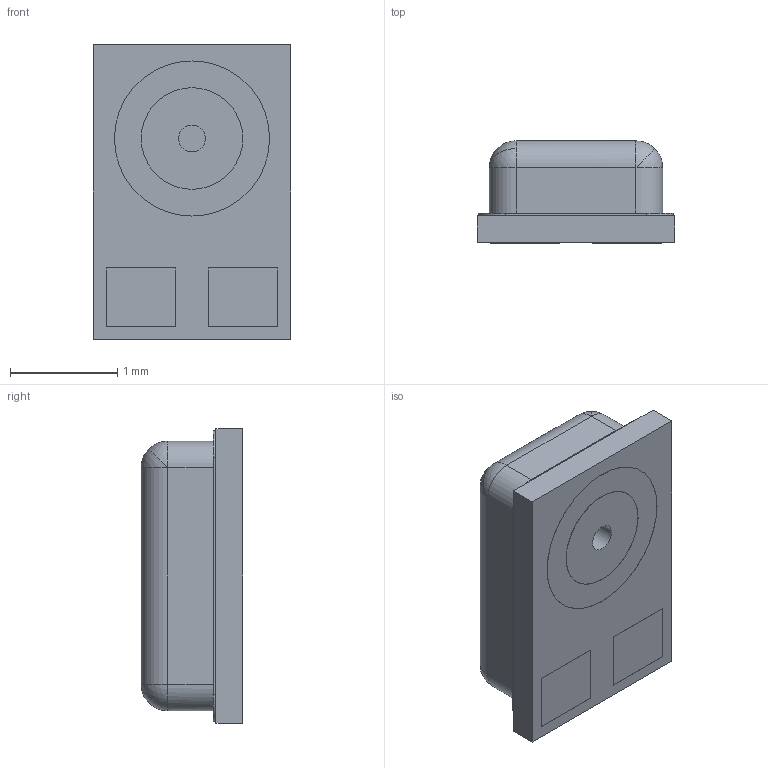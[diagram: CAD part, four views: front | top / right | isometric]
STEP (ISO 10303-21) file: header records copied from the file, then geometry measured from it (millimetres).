
FILE_DESCRIPTION (( 'STEP AP214' ), '1' );
FILE_NAME ('CUI_DEVICES_CMM-2718AB-383161-TR.step', '2019-10-20T21:54:37', ( '' ), ( '' ), 'SwSTEP 2.0', 'SolidWorks 2019', '' );
FILE_SCHEMA (( 'AUTOMOTIVE_DESIGN' ));
Length unit declared in the file: inch
Products named in the file (1): CUI_DEVICES_CMM-2718AB-383161-TR
Bounding box: 1.85 x 0.95 x 2.75 mm (x, y, z)
Volume: 4 mm3; surface area: 17.5 mm2
Topology: 1 solids, 2 shells, 59 faces, 128 edges, 80 vertices
Faces by surface type: plane 31, cylinder 20, sphere 8
Entity records: 1796 total; most frequent: DIRECTION 296, CARTESIAN_POINT 268, ORIENTED_EDGE 256, EDGE_CURVE 128, AXIS2_PLACEMENT_3D 108, LINE 80, VECTOR 80, VERTEX_POINT 80
